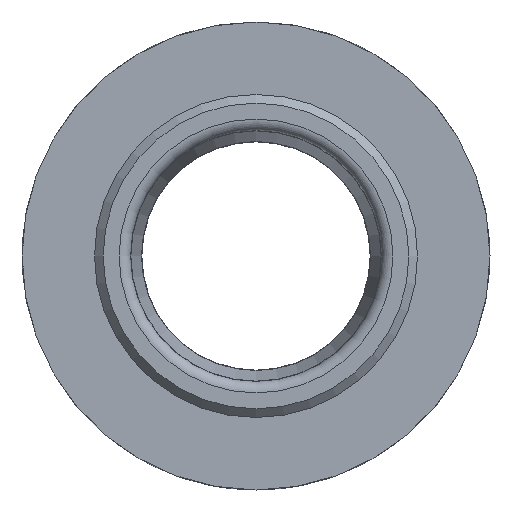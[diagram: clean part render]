
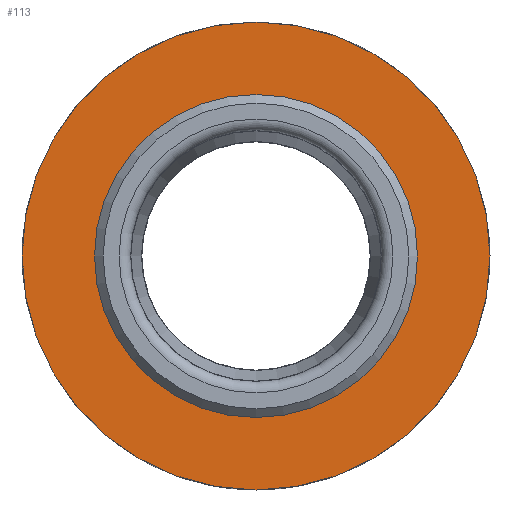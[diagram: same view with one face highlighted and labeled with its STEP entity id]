
A CAD part, left-side view. The second image highlights one B-rep face of the part: STEP entity #113.
In plain terms, the highlighted planar face has unit normal (-1, 0, 0).
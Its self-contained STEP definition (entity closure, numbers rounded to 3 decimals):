
#113 = ADVANCED_FACE( '', ( #252, #253 ), #254, .F. );
#252 = FACE_OUTER_BOUND( '', #436, .T. );
#253 = FACE_BOUND( '', #437, .T. );
#254 = PLANE( '', #438 );
#436 = EDGE_LOOP( '', ( #804 ) );
#437 = EDGE_LOOP( '', ( #805 ) );
#438 = AXIS2_PLACEMENT_3D( '', #806, #807, #808 );
#804 = ORIENTED_EDGE( '', *, *, #1174, .F. );
#805 = ORIENTED_EDGE( '', *, *, #1175, .T. );
#806 = CARTESIAN_POINT( '', ( 14., 13.9, 0. ) );
#807 = DIRECTION( '', ( 1., 0., 0. ) );
#808 = DIRECTION( '', ( 0., 0., -1. ) );
#1174 = EDGE_CURVE( '', #1423, #1423, #1424, .T. );
#1175 = EDGE_CURVE( '', #1425, #1425, #1426, .T. );
#1423 = VERTEX_POINT( '', #1920 );
#1424 = CIRCLE( '', #1921, 20.5 );
#1425 = VERTEX_POINT( '', #1922 );
#1426 = CIRCLE( '', #1923, 13.9 );
#1920 = CARTESIAN_POINT( '', ( 14., 0., -20.5 ) );
#1921 = AXIS2_PLACEMENT_3D( '', #2285, #2286, #2287 );
#1922 = CARTESIAN_POINT( '', ( 14., 0., -13.9 ) );
#1923 = AXIS2_PLACEMENT_3D( '', #2288, #2289, #2290 );
#2285 = CARTESIAN_POINT( '', ( 14., 0., 0. ) );
#2286 = DIRECTION( '', ( 1., 0., 0. ) );
#2287 = DIRECTION( '', ( 0., 0., -1. ) );
#2288 = CARTESIAN_POINT( '', ( 14., 0., 0. ) );
#2289 = DIRECTION( '', ( 1., 0., 0. ) );
#2290 = DIRECTION( '', ( 0., 0., -1. ) );
